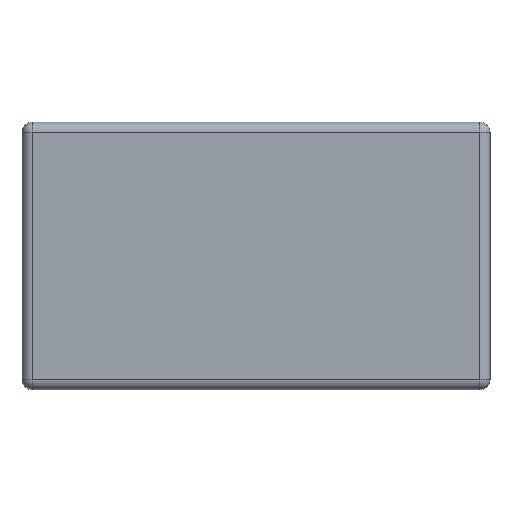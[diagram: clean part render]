
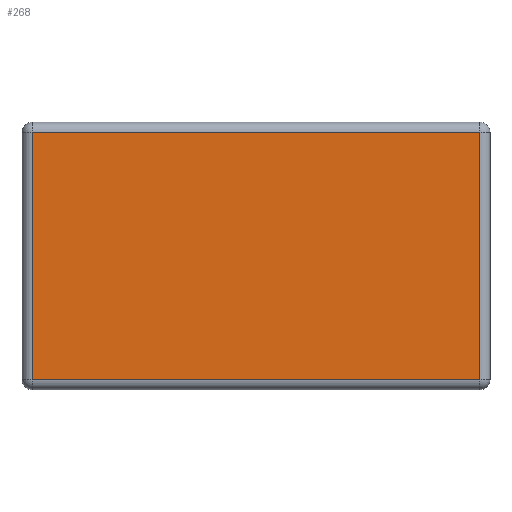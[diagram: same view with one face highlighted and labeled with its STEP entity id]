
A CAD part, top view. The second image highlights one B-rep face of the part: STEP entity #268.
In plain terms, the highlighted planar face has unit normal (0, 0, 1).
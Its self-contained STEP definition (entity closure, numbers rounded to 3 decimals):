
#268 = ADVANCED_FACE( '', ( #547 ), #548, .T. );
#547 = FACE_OUTER_BOUND( '', #820, .T. );
#548 = PLANE( '', #821 );
#820 = EDGE_LOOP( '', ( #1521, #1522, #1523, #1524 ) );
#821 = AXIS2_PLACEMENT_3D( '', #1525, #1526, #1527 );
#1521 = ORIENTED_EDGE( '', *, *, #1699, .T. );
#1522 = ORIENTED_EDGE( '', *, *, #1822, .T. );
#1523 = ORIENTED_EDGE( '', *, *, #1814, .T. );
#1524 = ORIENTED_EDGE( '', *, *, #1728, .T. );
#1525 = CARTESIAN_POINT( '', ( 0., 0., 20. ) );
#1526 = DIRECTION( '', ( 0., 0., 1. ) );
#1527 = DIRECTION( '', ( 1., 0., 0. ) );
#1699 = EDGE_CURVE( '', #2068, #2073, #2075, .T. );
#1728 = EDGE_CURVE( '', #2078, #2068, #2113, .T. );
#1814 = EDGE_CURVE( '', #1982, #2078, #2214, .T. );
#1822 = EDGE_CURVE( '', #2073, #1982, #2222, .T. );
#1982 = VERTEX_POINT( '', #2446 );
#2068 = VERTEX_POINT( '', #2568 );
#2073 = VERTEX_POINT( '', #2574 );
#2075 = LINE( '', #2576, #2577 );
#2078 = VERTEX_POINT( '', #2580 );
#2113 = LINE( '', #2627, #2628 );
#2214 = LINE( '', #2771, #2772 );
#2222 = LINE( '', #2781, #2782 );
#2446 = CARTESIAN_POINT( '', ( -33.5, 18.5, 20. ) );
#2568 = CARTESIAN_POINT( '', ( 33.5, -18.5, 20. ) );
#2574 = CARTESIAN_POINT( '', ( 33.5, 18.5, 20. ) );
#2576 = CARTESIAN_POINT( '', ( 33.5, 20., 20. ) );
#2577 = VECTOR( '', #2946, 1000. );
#2580 = CARTESIAN_POINT( '', ( -33.5, -18.5, 20. ) );
#2627 = CARTESIAN_POINT( '', ( 35., -18.5, 20. ) );
#2628 = VECTOR( '', #2983, 1000. );
#2771 = CARTESIAN_POINT( '', ( -33.5, -20., 20. ) );
#2772 = VECTOR( '', #3041, 1000. );
#2781 = CARTESIAN_POINT( '', ( -35., 18.5, 20. ) );
#2782 = VECTOR( '', #3043, 1000. );
#2946 = DIRECTION( '', ( 0., 1., 0. ) );
#2983 = DIRECTION( '', ( 1., 0., 0. ) );
#3041 = DIRECTION( '', ( 0., -1., 0. ) );
#3043 = DIRECTION( '', ( -1., 0., 0. ) );
